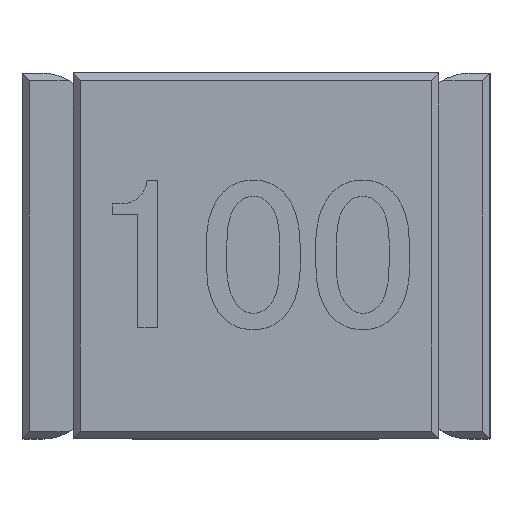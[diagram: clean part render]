
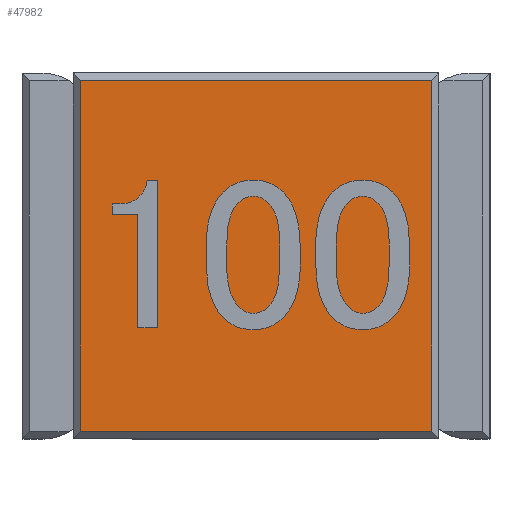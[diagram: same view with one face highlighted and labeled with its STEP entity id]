
A CAD part, top view. The second image highlights one B-rep face of the part: STEP entity #47982.
In plain terms, the highlighted free-form (B-spline) face has degree [1, 1] with [2, 2] control points.
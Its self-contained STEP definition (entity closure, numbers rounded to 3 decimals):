
#47947=CARTESIAN_POINT('',(-1.375,-1.375,0.));
#47948=CARTESIAN_POINT('',(-1.375,1.375,0.));
#47949=CARTESIAN_POINT('',(1.375,-1.375,0.));
#47950=CARTESIAN_POINT('',(1.375,1.375,0.));
#47951=B_SPLINE_SURFACE_WITH_KNOTS('',1,1,((#47947,#47948),(#47949,#47950)),.PLANE_SURF.,.F.,.F.,.U.,(2,2),(2,2),(0.,1.),(0.,1.),.UNSPECIFIED.);
#47952=CARTESIAN_POINT('',(-1.2,-1.2,0.));
#47953=VERTEX_POINT('',#47952);
#47954=CARTESIAN_POINT('',(1.2,-1.2,0.));
#47955=VERTEX_POINT('',#47954);
#47956=CARTESIAN_POINT('',(-1.2,-1.2,0.));
#47957=CARTESIAN_POINT('',(1.2,-1.2,0.));
#47958=B_SPLINE_CURVE_WITH_KNOTS('',1,(#47956,#47957),.POLYLINE_FORM.,.F.,.U.,(2,2),(0.064,0.936),.UNSPECIFIED.);
#47959=EDGE_CURVE('',#47953,#47955,#47958,.T.);
#47960=ORIENTED_EDGE('',*,*,#47959,.T.);
#47961=CARTESIAN_POINT('',(1.2,1.2,0.));
#47962=VERTEX_POINT('',#47961);
#47963=CARTESIAN_POINT('',(1.2,-1.2,0.));
#47964=CARTESIAN_POINT('',(1.2,1.2,0.));
#47965=B_SPLINE_CURVE_WITH_KNOTS('',1,(#47963,#47964),.POLYLINE_FORM.,.F.,.U.,(2,2),(0.064,0.936),.UNSPECIFIED.);
#47966=EDGE_CURVE('',#47955,#47962,#47965,.T.);
#47967=ORIENTED_EDGE('',*,*,#47966,.T.);
#47968=CARTESIAN_POINT('',(-1.2,1.2,0.));
#47969=VERTEX_POINT('',#47968);
#47970=CARTESIAN_POINT('',(1.2,1.2,0.));
#47971=CARTESIAN_POINT('',(-1.2,1.2,0.));
#47972=B_SPLINE_CURVE_WITH_KNOTS('',1,(#47970,#47971),.POLYLINE_FORM.,.F.,.U.,(2,2),(0.064,0.936),.UNSPECIFIED.);
#47973=EDGE_CURVE('',#47962,#47969,#47972,.T.);
#47974=ORIENTED_EDGE('',*,*,#47973,.T.);
#47975=CARTESIAN_POINT('',(-1.2,1.2,0.));
#47976=CARTESIAN_POINT('',(-1.2,-1.2,0.));
#47977=B_SPLINE_CURVE_WITH_KNOTS('',1,(#47975,#47976),.POLYLINE_FORM.,.F.,.U.,(2,2),(0.064,0.936),.UNSPECIFIED.);
#47978=EDGE_CURVE('',#47969,#47953,#47977,.T.);
#47979=ORIENTED_EDGE('',*,*,#47978,.T.);
#47980=EDGE_LOOP('',(#47960,#47967,#47974,#47979));
#47981=FACE_OUTER_BOUND('',#47980,.T.);
#47982=ADVANCED_FACE('',(#47981),#47951,.T.);
